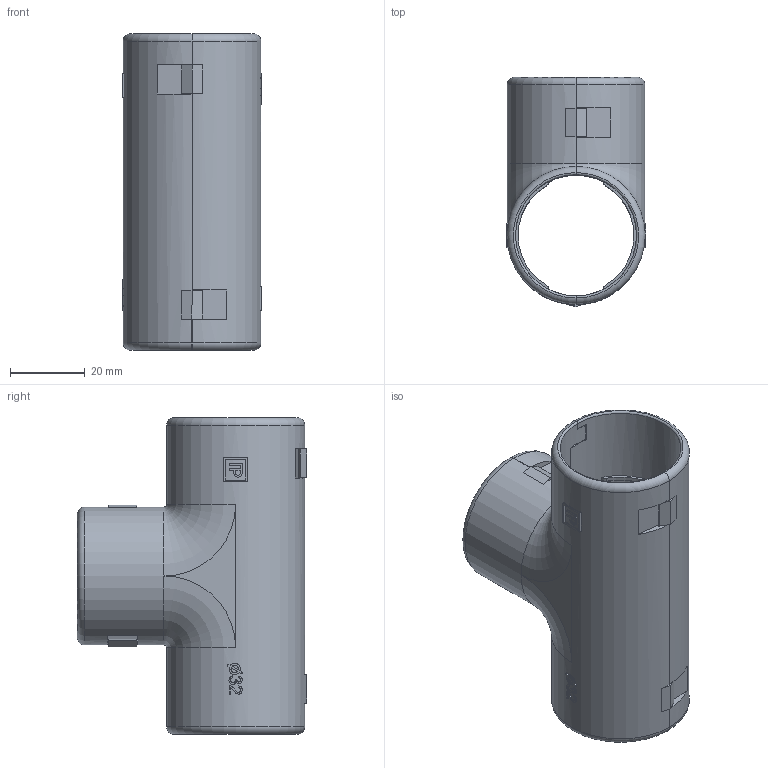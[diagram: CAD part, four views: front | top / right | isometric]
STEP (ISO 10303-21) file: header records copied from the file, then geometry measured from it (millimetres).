
FILE_DESCRIPTION(('STEP AP203'), '1');
FILE_NAME('Òðîéíèê ðàçáîðíûé ä32 áåçãàëîãåííûé (HF) àòìîñôåðîñòîéêèé ñåðûé_1', '', ('UNSPECIFIED'), ('UNSPECIFIED'), 'ASCON STEP Converter 1.6', 'ASCON Math Kernel', '');
FILE_SCHEMA(('CONFIG_CONTROL_DESIGN'));
Length unit declared in the file: millimetre
Bounding box: 37.4 x 61.53 x 84.96 mm (x, y, z)
Volume: 25199.9 mm3; surface area: 25628.8 mm2
Topology: 2 solids, 2 shells, 344 faces, 914 edges, 598 vertices
Faces by surface type: plane 208, cylinder 66, bspline 46, torus 20, cone 4
Entity records: 19124 total; most frequent: CARTESIAN_POINT 8059, ORIENTED_EDGE 1828, DIRECTION 1564, EDGE_CURVE 914, VERTEX_POINT 598, AXIS2_PLACEMENT_3D 527, LINE 510, VECTOR 510
